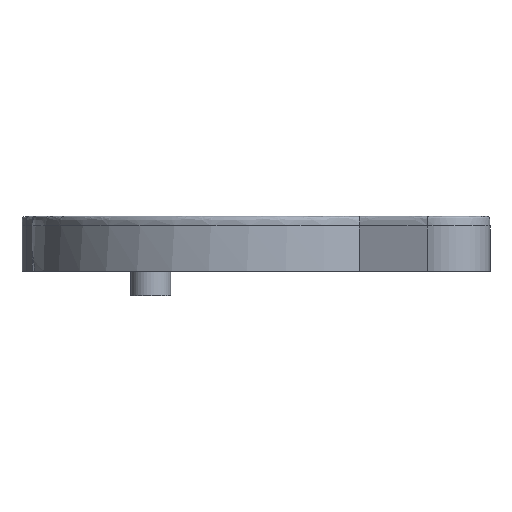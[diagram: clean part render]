
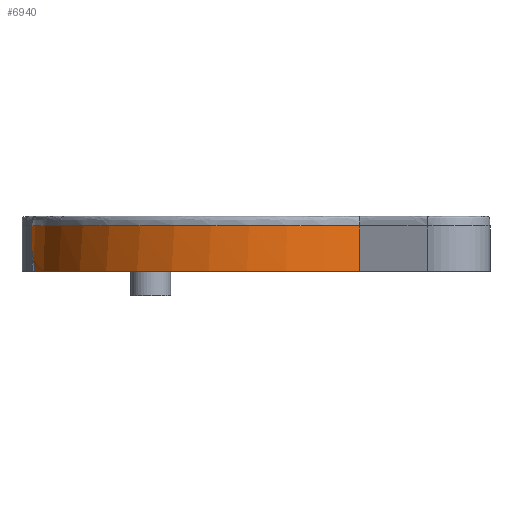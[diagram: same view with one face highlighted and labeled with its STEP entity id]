
A CAD part, left-side view. The second image highlights one B-rep face of the part: STEP entity #6940.
In plain terms, the highlighted cylindrical face has radius 18.25 mm (diameter 36.5 mm), a partial arc.
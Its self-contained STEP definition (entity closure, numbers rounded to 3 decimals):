
#208=CYLINDRICAL_SURFACE('',#7281,18.25);
#801=B_SPLINE_CURVE_WITH_KNOTS('',3,(#10944,#10945,#10946,#10947,#10948,
#10949,#10950,#10951,#10952,#10953),.UNSPECIFIED.,.F.,.F.,(4,2,2,2,4),(0.,
0.108,0.217,0.277,0.337),
 .UNSPECIFIED.);
#1026=FACE_OUTER_BOUND('',#1445,.T.);
#1445=EDGE_LOOP('',(#5645,#5646,#5647,#5648,#5649));
#1705=CIRCLE('',#7278,18.25);
#1707=CIRCLE('',#7282,18.25);
#2003=LINE('',#10971,#2599);
#2036=LINE('',#11391,#2632);
#2599=VECTOR('',#7873,10.);
#2632=VECTOR('',#7964,10.);
#3090=VERTEX_POINT('',#9342);
#3249=VERTEX_POINT('',#10924);
#3250=VERTEX_POINT('',#10943);
#3251=VERTEX_POINT('',#10970);
#3275=VERTEX_POINT('',#11390);
#4077=EDGE_CURVE('',#3250,#3249,#801,.T.);
#4081=EDGE_CURVE('',#3250,#3251,#2003,.T.);
#4126=EDGE_CURVE('',#3251,#3090,#1705,.T.);
#4130=EDGE_CURVE('',#3275,#3090,#2036,.T.);
#4133=EDGE_CURVE('',#3249,#3275,#1707,.T.);
#5645=ORIENTED_EDGE('',*,*,#4077,.T.);
#5646=ORIENTED_EDGE('',*,*,#4133,.T.);
#5647=ORIENTED_EDGE('',*,*,#4130,.T.);
#5648=ORIENTED_EDGE('',*,*,#4126,.F.);
#5649=ORIENTED_EDGE('',*,*,#4081,.F.);
#6940=ADVANCED_FACE('',(#1026),#208,.T.);
#7278=AXIS2_PLACEMENT_3D('',#11330,#7957,#7958);
#7281=AXIS2_PLACEMENT_3D('',#11395,#7967,#7968);
#7282=AXIS2_PLACEMENT_3D('',#11396,#7969,#7970);
#7873=DIRECTION('',(0.,0.,1.));
#7957=DIRECTION('center_axis',(0.,0.,1.));
#7958=DIRECTION('ref_axis',(-0.855,0.518,0.));
#7964=DIRECTION('',(0.,0.,1.));
#7967=DIRECTION('center_axis',(0.,0.,1.));
#7968=DIRECTION('ref_axis',(0.,1.,0.));
#7969=DIRECTION('center_axis',(0.,0.,1.));
#7970=DIRECTION('ref_axis',(0.,1.,0.));
#9342=CARTESIAN_POINT('',(-16.181,-8.441,-17.95));
#10924=CARTESIAN_POINT('',(-2.601,18.064,-21.65));
#10943=CARTESIAN_POINT('',(0.,18.25,-19.855));
#10944=CARTESIAN_POINT('Ctrl Pts',(0.,18.25,-19.855));
#10945=CARTESIAN_POINT('Ctrl Pts',(-0.359,18.25,-19.857));
#10946=CARTESIAN_POINT('Ctrl Pts',(-0.713,18.239,-19.928));
#10947=CARTESIAN_POINT('Ctrl Pts',(-1.381,18.201,-20.201));
#10948=CARTESIAN_POINT('Ctrl Pts',(-1.687,18.174,-20.403));
#10949=CARTESIAN_POINT('Ctrl Pts',(-2.089,18.131,-20.796));
#10950=CARTESIAN_POINT('Ctrl Pts',(-2.216,18.115,-20.951));
#10951=CARTESIAN_POINT('Ctrl Pts',(-2.437,18.087,-21.285));
#10952=CARTESIAN_POINT('Ctrl Pts',(-2.529,18.074,-21.463));
#10953=CARTESIAN_POINT('Ctrl Pts',(-2.601,18.064,-21.65));
#10970=CARTESIAN_POINT('',(0.,18.25,-17.95));
#10971=CARTESIAN_POINT('',(0.,18.25,-21.65));
#11330=CARTESIAN_POINT('Origin',(0.,0.,-17.95));
#11390=CARTESIAN_POINT('',(-16.181,-8.441,-21.65));
#11391=CARTESIAN_POINT('',(-16.181,-8.441,-21.65));
#11395=CARTESIAN_POINT('Origin',(0.,0.,-21.65));
#11396=CARTESIAN_POINT('Origin',(0.,0.,-21.65));
